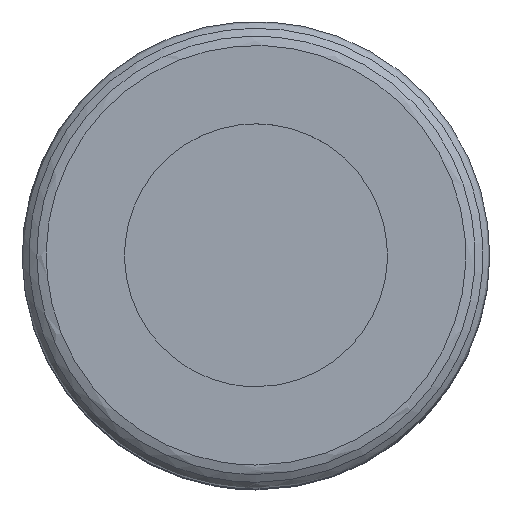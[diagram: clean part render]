
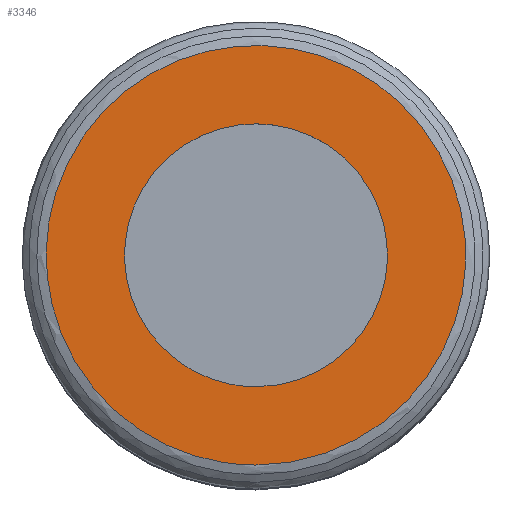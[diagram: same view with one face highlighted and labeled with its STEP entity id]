
A CAD part, top view. The second image highlights one B-rep face of the part: STEP entity #3346.
In plain terms, the highlighted free-form (B-spline) face has degree [1, 1] with [2, 2] control points.
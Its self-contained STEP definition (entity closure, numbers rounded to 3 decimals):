
#3298=CARTESIAN_POINT('',(0.,-2.446,0.35));
#3299=VERTEX_POINT('',#3298);
#3305=CARTESIAN_POINT('',(0.,-2.446,0.35));
#3306=CARTESIAN_POINT('',(2.446,-2.446,0.35));
#3307=CARTESIAN_POINT('',(2.446,0.,0.35));
#3308=CARTESIAN_POINT('',(2.446,2.446,0.35));
#3309=CARTESIAN_POINT('',(0.,2.446,0.35));
#3310=CARTESIAN_POINT('',(-2.446,2.446,0.35));
#3311=CARTESIAN_POINT('',(-2.446,0.,0.35));
#3312=CARTESIAN_POINT('',(-2.446,-2.446,0.35));
#3313=CARTESIAN_POINT('',(0.,-2.446,0.35));
#3314=(BOUNDED_CURVE()B_SPLINE_CURVE(2,(#3305,#3306,#3307,#3308,#3309,#3310,#3311,#3312,#3313),.CIRCULAR_ARC.,.T.,.U.)B_SPLINE_CURVE_WITH_KNOTS((3,2,2,2,3),(0.,0.25,0.5,0.75,1.),.UNSPECIFIED.)CURVE()GEOMETRIC_REPRESENTATION_ITEM()RATIONAL_B_SPLINE_CURVE((1.,0.707,1.,0.707,1.,0.707,1.,0.707,1.))REPRESENTATION_ITEM(''));
#3315=EDGE_CURVE('',#3299,#3299,#3314,.T.);
#3322=CARTESIAN_POINT('',(-11.712,11.712,0.35));
#3323=CARTESIAN_POINT('',(11.712,11.712,0.35));
#3324=CARTESIAN_POINT('',(-11.712,-11.712,0.35));
#3325=CARTESIAN_POINT('',(11.712,-11.712,0.35));
#3326=B_SPLINE_SURFACE_WITH_KNOTS('',1,1,((#3322,#3323),(#3324,#3325)),.PLANE_SURF.,.F.,.F.,.U.,(2,2),(2,2),(-1.,2.),(-1.,2.),.UNSPECIFIED.);
#3327=CARTESIAN_POINT('',(0.,-3.904,0.35));
#3328=VERTEX_POINT('',#3327);
#3329=CARTESIAN_POINT('',(0.,-3.904,0.35));
#3330=CARTESIAN_POINT('',(3.904,-3.904,0.35));
#3331=CARTESIAN_POINT('',(3.904,0.,0.35));
#3332=CARTESIAN_POINT('',(3.904,3.904,0.35));
#3333=CARTESIAN_POINT('',(0.,3.904,0.35));
#3334=CARTESIAN_POINT('',(-3.904,3.904,0.35));
#3335=CARTESIAN_POINT('',(-3.904,0.,0.35));
#3336=CARTESIAN_POINT('',(-3.904,-3.904,0.35));
#3337=CARTESIAN_POINT('',(0.,-3.904,0.35));
#3338=(BOUNDED_CURVE()B_SPLINE_CURVE(2,(#3329,#3330,#3331,#3332,#3333,#3334,#3335,#3336,#3337),.CIRCULAR_ARC.,.T.,.U.)B_SPLINE_CURVE_WITH_KNOTS((3,2,2,2,3),(0.,0.25,0.5,0.75,1.),.UNSPECIFIED.)CURVE()GEOMETRIC_REPRESENTATION_ITEM()RATIONAL_B_SPLINE_CURVE((1.,0.707,1.,0.707,1.,0.707,1.,0.707,1.))REPRESENTATION_ITEM(''));
#3339=EDGE_CURVE('',#3328,#3328,#3338,.T.);
#3340=ORIENTED_EDGE('',*,*,#3339,.T.);
#3341=EDGE_LOOP('',(#3340));
#3342=FACE_OUTER_BOUND('',#3341,.T.);
#3343=ORIENTED_EDGE('',*,*,#3315,.F.);
#3344=EDGE_LOOP('',(#3343));
#3345=FACE_BOUND('',#3344,.T.);
#3346=ADVANCED_FACE('',(#3342,#3345),#3326,.T.);
